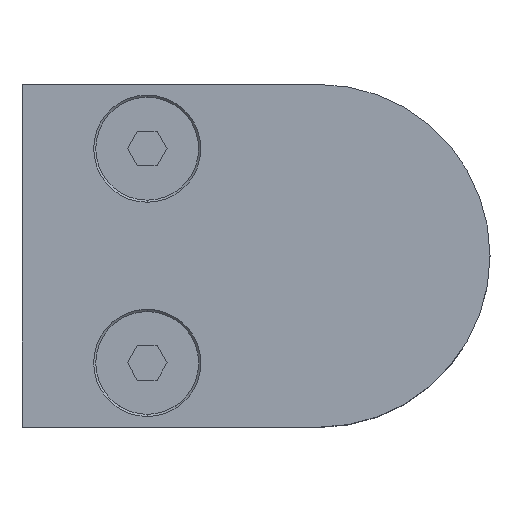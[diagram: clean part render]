
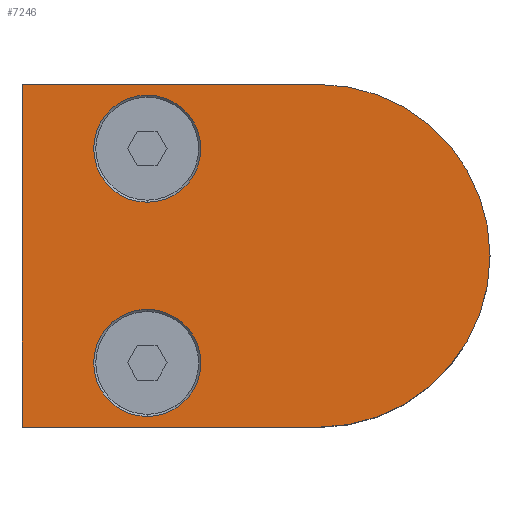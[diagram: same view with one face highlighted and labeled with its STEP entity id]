
A CAD part, top view. The second image highlights one B-rep face of the part: STEP entity #7246.
In plain terms, the highlighted planar face has unit normal (0, 0, 1).
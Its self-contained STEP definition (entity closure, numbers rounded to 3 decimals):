
#138 = PLANE ( 'NONE',  #8781 ) ;
#228 = CARTESIAN_POINT ( 'NONE',  ( 31.2, 12.5, 13.2 ) ) ;
#315 = VERTEX_POINT ( 'NONE', #4740 ) ;
#464 = VECTOR ( 'NONE', #2099, 1000. ) ;
#479 = AXIS2_PLACEMENT_3D ( 'NONE', #7796, #10316, #7631 ) ;
#820 = CARTESIAN_POINT ( 'NONE',  ( 16.589, 20., 13.2 ) ) ;
#928 = AXIS2_PLACEMENT_3D ( 'NONE', #10199, #1852, #6654 ) ;
#1235 = CARTESIAN_POINT ( 'NONE',  ( 31.2, -12.5, 13.2 ) ) ;
#1257 = CARTESIAN_POINT ( 'NONE',  ( 16.746, 20., 13.2 ) ) ;
#1613 = VERTEX_POINT ( 'NONE', #4232 ) ;
#1631 = CARTESIAN_POINT ( 'NONE',  ( 51.2, -20., 13.2 ) ) ;
#1852 = DIRECTION ( 'NONE',  ( 0., 0., -1. ) ) ;
#1964 = ORIENTED_EDGE ( 'NONE', *, *, #6700, .T. ) ;
#2099 = DIRECTION ( 'NONE',  ( 1., 0., 0. ) ) ;
#2258 = VECTOR ( 'NONE', #2613, 1000. ) ;
#2393 = VERTEX_POINT ( 'NONE', #10932 ) ;
#2536 = DIRECTION ( 'NONE',  ( 0., 0., 1. ) ) ;
#2613 = DIRECTION ( 'NONE',  ( 1., 0., 0. ) ) ;
#3221 = VERTEX_POINT ( 'NONE', #4451 ) ;
#3233 = CIRCLE ( 'NONE', #10024, 6.25 ) ;
#3398 = ORIENTED_EDGE ( 'NONE', *, *, #7310, .F. ) ;
#3919 = FACE_BOUND ( 'NONE', #5503, .T. ) ;
#4232 = CARTESIAN_POINT ( 'NONE',  ( 31.2, 6.25, 13.2 ) ) ;
#4275 = CIRCLE ( 'NONE', #5535, 6.25 ) ;
#4374 = LINE ( 'NONE', #10443, #464 ) ;
#4451 = CARTESIAN_POINT ( 'NONE',  ( 51.2, 20., 13.2 ) ) ;
#4740 = CARTESIAN_POINT ( 'NONE',  ( 31.2, -18.75, 13.2 ) ) ;
#4922 = DIRECTION ( 'NONE',  ( 0., 0., 1. ) ) ;
#5053 = CIRCLE ( 'NONE', #14374, 6.25 ) ;
#5503 = EDGE_LOOP ( 'NONE', ( #8745, #7476 ) ) ;
#5535 = AXIS2_PLACEMENT_3D ( 'NONE', #1235, #4922, #12099 ) ;
#5564 = ORIENTED_EDGE ( 'NONE', *, *, #7827, .T. ) ;
#5765 = CIRCLE ( 'NONE', #479, 20. ) ;
#6132 = DIRECTION ( 'NONE',  ( 0., 1., 0. ) ) ;
#6254 = DIRECTION ( 'NONE',  ( 0., 1., 0. ) ) ;
#6478 = LINE ( 'NONE', #14578, #2258 ) ;
#6536 = EDGE_LOOP ( 'NONE', ( #5564, #9035, #3398, #10416, #7392 ) ) ;
#6567 = EDGE_CURVE ( 'NONE', #8599, #3221, #4374, .T. ) ;
#6654 = DIRECTION ( 'NONE',  ( -1., 0., 0. ) ) ;
#6700 = EDGE_CURVE ( 'NONE', #1613, #12132, #3233, .T. ) ;
#6810 = EDGE_CURVE ( 'NONE', #8599, #7318, #12793, .T. ) ;
#7246 = ADVANCED_FACE ( 'NONE', ( #3919, #11014, #10935 ), #138, .F. ) ;
#7310 = EDGE_CURVE ( 'NONE', #3221, #2393, #5765, .T. ) ;
#7318 = VERTEX_POINT ( 'NONE', #8974 ) ;
#7392 = ORIENTED_EDGE ( 'NONE', *, *, #6810, .T. ) ;
#7476 = ORIENTED_EDGE ( 'NONE', *, *, #13757, .F. ) ;
#7562 = EDGE_CURVE ( 'NONE', #315, #15080, #4275, .T. ) ;
#7631 = DIRECTION ( 'NONE',  ( -1., 0., 0. ) ) ;
#7796 = CARTESIAN_POINT ( 'NONE',  ( 51.2, 0., 13.2 ) ) ;
#7827 = EDGE_CURVE ( 'NONE', #7318, #8658, #6478, .T. ) ;
#8599 = VERTEX_POINT ( 'NONE', #13528 ) ;
#8612 = DIRECTION ( 'NONE',  ( 0., 0., -1. ) ) ;
#8658 = VERTEX_POINT ( 'NONE', #1631 ) ;
#8745 = ORIENTED_EDGE ( 'NONE', *, *, #7562, .F. ) ;
#8781 = AXIS2_PLACEMENT_3D ( 'NONE', #1257, #14480, #14796 ) ;
#8974 = CARTESIAN_POINT ( 'NONE',  ( 16.589, -20., 13.2 ) ) ;
#9035 = ORIENTED_EDGE ( 'NONE', *, *, #14932, .F. ) ;
#9706 = AXIS2_PLACEMENT_3D ( 'NONE', #228, #13630, #6132 ) ;
#10024 = AXIS2_PLACEMENT_3D ( 'NONE', #12473, #8612, #6254 ) ;
#10199 = CARTESIAN_POINT ( 'NONE',  ( 51.2, 0., 13.2 ) ) ;
#10233 = CIRCLE ( 'NONE', #928, 20. ) ;
#10316 = DIRECTION ( 'NONE',  ( 0., 0., -1. ) ) ;
#10416 = ORIENTED_EDGE ( 'NONE', *, *, #6567, .F. ) ;
#10443 = CARTESIAN_POINT ( 'NONE',  ( 16.746, 20., 13.2 ) ) ;
#10523 = DIRECTION ( 'NONE',  ( 0., -1., 0. ) ) ;
#10746 = EDGE_LOOP ( 'NONE', ( #14923, #1964 ) ) ;
#10932 = CARTESIAN_POINT ( 'NONE',  ( 71.2, 0., 13.2 ) ) ;
#10935 = FACE_OUTER_BOUND ( 'NONE', #6536, .T. ) ;
#11014 = FACE_BOUND ( 'NONE', #10746, .T. ) ;
#11349 = CIRCLE ( 'NONE', #9706, 6.25 ) ;
#11550 = VECTOR ( 'NONE', #15226, 1000. ) ;
#11620 = CARTESIAN_POINT ( 'NONE',  ( 31.2, -6.25, 13.2 ) ) ;
#12099 = DIRECTION ( 'NONE',  ( 0., -1., 0. ) ) ;
#12132 = VERTEX_POINT ( 'NONE', #14468 ) ;
#12473 = CARTESIAN_POINT ( 'NONE',  ( 31.2, 12.5, 13.2 ) ) ;
#12793 = LINE ( 'NONE', #820, #11550 ) ;
#13528 = CARTESIAN_POINT ( 'NONE',  ( 16.589, 20., 13.2 ) ) ;
#13630 = DIRECTION ( 'NONE',  ( 0., 0., -1. ) ) ;
#13757 = EDGE_CURVE ( 'NONE', #15080, #315, #5053, .T. ) ;
#14086 = EDGE_CURVE ( 'NONE', #12132, #1613, #11349, .T. ) ;
#14374 = AXIS2_PLACEMENT_3D ( 'NONE', #15475, #2536, #10523 ) ;
#14468 = CARTESIAN_POINT ( 'NONE',  ( 31.2, 18.75, 13.2 ) ) ;
#14480 = DIRECTION ( 'NONE',  ( 0., 0., -1. ) ) ;
#14578 = CARTESIAN_POINT ( 'NONE',  ( 16.746, -20., 13.2 ) ) ;
#14796 = DIRECTION ( 'NONE',  ( -1., 0., 0. ) ) ;
#14923 = ORIENTED_EDGE ( 'NONE', *, *, #14086, .T. ) ;
#14932 = EDGE_CURVE ( 'NONE', #2393, #8658, #10233, .T. ) ;
#15080 = VERTEX_POINT ( 'NONE', #11620 ) ;
#15226 = DIRECTION ( 'NONE',  ( 0., -1., 0. ) ) ;
#15475 = CARTESIAN_POINT ( 'NONE',  ( 31.2, -12.5, 13.2 ) ) ;
